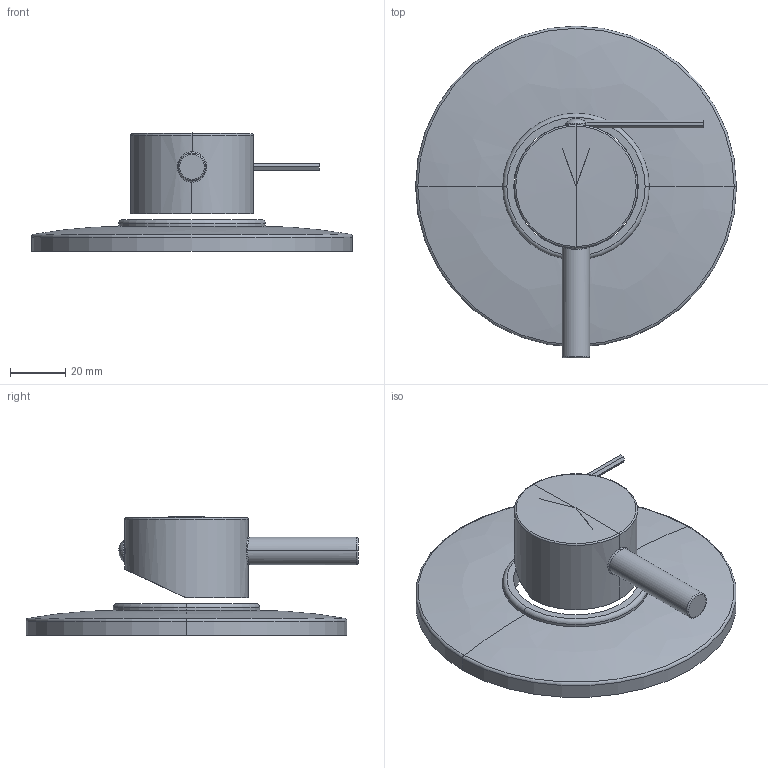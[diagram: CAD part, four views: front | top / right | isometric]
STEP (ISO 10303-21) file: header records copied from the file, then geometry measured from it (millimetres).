
FILE_DESCRIPTION((''),'2;1');
FILE_NAME('LIG010CREST_ASM','2021-02-01T16:37:48',('stefano.gianpani'),('PAFFONI SpA'),'CREO PARAMETRIC BY PTC INC, 2020044','CREO PARAMETRIC BY PTC INC, 2020044','');
FILE_SCHEMA(('CONFIG_CONTROL_DESIGN','SHAPE_APPEARANCE_LAYERS_GROUPS'));
Length unit declared in the file: millimetre
Products named in the file (9): 4111156CR; 592305004A2; TCF0691105CR; CHBR25; 8001128_ASM; 4061060CR; 2091099; 5007007CR_ASM; LIG010CREST_ASM
Assembly tree (8 placements, depth 3):
  LIG010CREST_ASM
    4111156CR
    8001128_ASM
      592305004A2
      TCF0691105CR
      CHBR25
    5007007CR_ASM
      4061060CR
      2091099
Bounding box: 116 x 120 x 42.89 mm (x, y, z)
Volume: 31479.5 mm3; surface area: 37905.2 mm2
Topology: 6 solids, 8 shells, 205 faces, 465 edges, 272 vertices
Faces by surface type: plane 60, cylinder 52, torus 28, bspline 26, cone 21, sphere 18
Entity records: 8674 total; most frequent: CARTESIAN_POINT 2473, DIRECTION 1026, ORIENTED_EDGE 914, PRESENTATION_STYLE_ASSIGNMENT 469, STYLED_ITEM 469, CURVE_STYLE 461, EDGE_CURVE 461, AXIS2_PLACEMENT_3D 424
